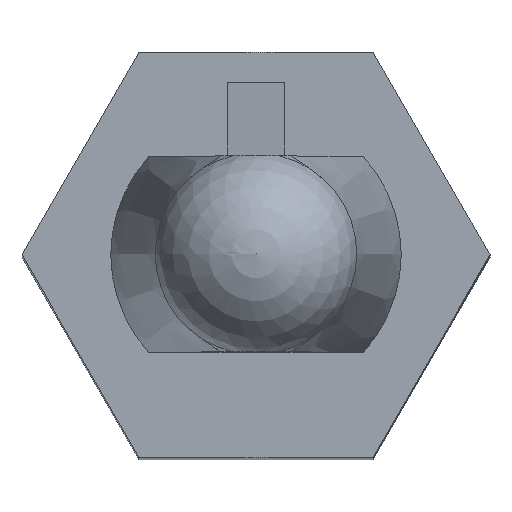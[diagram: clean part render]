
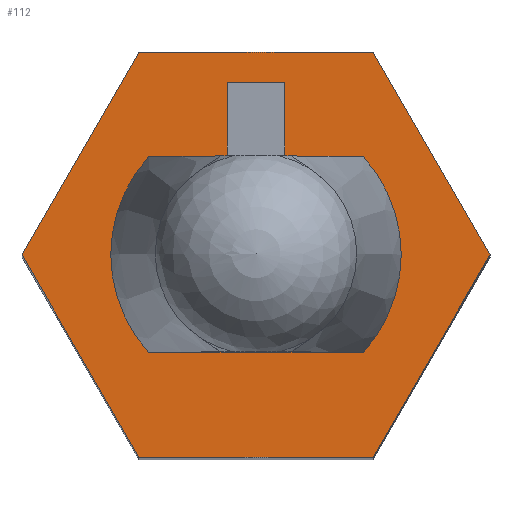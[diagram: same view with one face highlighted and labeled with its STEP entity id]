
A CAD part, top view. The second image highlights one B-rep face of the part: STEP entity #112.
In plain terms, the highlighted planar face has unit normal (0, 0, 1).
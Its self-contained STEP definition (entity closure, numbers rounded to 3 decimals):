
#112 = ADVANCED_FACE( '', ( #238, #239, #240 ), #241, .F. );
#238 = FACE_BOUND( '', #374, .T. );
#239 = FACE_BOUND( '', #375, .T. );
#240 = FACE_OUTER_BOUND( '', #376, .T. );
#241 = PLANE( '', #377 );
#374 = EDGE_LOOP( '', ( #638, #639, #640, #641 ) );
#375 = EDGE_LOOP( '', ( #642, #643, #644, #645 ) );
#376 = EDGE_LOOP( '', ( #646, #647, #648, #649, #650, #651 ) );
#377 = AXIS2_PLACEMENT_3D( '', #652, #653, #654 );
#638 = ORIENTED_EDGE( '', *, *, #846, .T. );
#639 = ORIENTED_EDGE( '', *, *, #883, .T. );
#640 = ORIENTED_EDGE( '', *, *, #869, .T. );
#641 = ORIENTED_EDGE( '', *, *, #877, .T. );
#642 = ORIENTED_EDGE( '', *, *, #889, .T. );
#643 = ORIENTED_EDGE( '', *, *, #864, .T. );
#644 = ORIENTED_EDGE( '', *, *, #857, .F. );
#645 = ORIENTED_EDGE( '', *, *, #839, .T. );
#646 = ORIENTED_EDGE( '', *, *, #890, .F. );
#647 = ORIENTED_EDGE( '', *, *, #815, .F. );
#648 = ORIENTED_EDGE( '', *, *, #891, .F. );
#649 = ORIENTED_EDGE( '', *, *, #820, .F. );
#650 = ORIENTED_EDGE( '', *, *, #794, .F. );
#651 = ORIENTED_EDGE( '', *, *, #892, .F. );
#652 = CARTESIAN_POINT( '', ( 0., 0., 20. ) );
#653 = DIRECTION( '', ( 0., 0., -1. ) );
#654 = DIRECTION( '', ( -1., 0., 0. ) );
#794 = EDGE_CURVE( '', #942, #944, #945, .T. );
#815 = EDGE_CURVE( '', #978, #980, #981, .T. );
#820 = EDGE_CURVE( '', #944, #987, #988, .T. );
#839 = EDGE_CURVE( '', #1020, #1021, #1022, .T. );
#846 = EDGE_CURVE( '', #1032, #1030, #1033, .T. );
#857 = EDGE_CURVE( '', #1020, #1044, #1046, .T. );
#864 = EDGE_CURVE( '', #1055, #1044, #1056, .T. );
#869 = EDGE_CURVE( '', #1064, #1062, #1065, .T. );
#877 = EDGE_CURVE( '', #1062, #1032, #1075, .T. );
#883 = EDGE_CURVE( '', #1030, #1064, #1082, .T. );
#889 = EDGE_CURVE( '', #1021, #1055, #1088, .T. );
#890 = EDGE_CURVE( '', #980, #1089, #1090, .T. );
#891 = EDGE_CURVE( '', #987, #978, #1091, .T. );
#892 = EDGE_CURVE( '', #1089, #942, #1092, .T. );
#942 = VERTEX_POINT( '', #1148 );
#944 = VERTEX_POINT( '', #1151 );
#945 = LINE( '', #1152, #1153 );
#978 = VERTEX_POINT( '', #1196 );
#980 = VERTEX_POINT( '', #1199 );
#981 = LINE( '', #1200, #1201 );
#987 = VERTEX_POINT( '', #1210 );
#988 = LINE( '', #1211, #1212 );
#1020 = VERTEX_POINT( '', #1273 );
#1021 = VERTEX_POINT( '', #1274 );
#1022 = LINE( '', #1275, #1276 );
#1030 = VERTEX_POINT( '', #1289 );
#1032 = VERTEX_POINT( '', #1292 );
#1033 = LINE( '', #1293, #1294 );
#1044 = VERTEX_POINT( '', #1323 );
#1046 = LINE( '', #1326, #1327 );
#1055 = VERTEX_POINT( '', #1338 );
#1056 = LINE( '', #1339, #1340 );
#1062 = VERTEX_POINT( '', #1360 );
#1064 = VERTEX_POINT( '', #1365 );
#1065 = LINE( '', #1366, #1367 );
#1075 = CIRCLE( '', #1382, 2. );
#1082 = LINE( '', #1389, #1390 );
#1088 = CIRCLE( '', #1399, 2. );
#1089 = VERTEX_POINT( '', #1400 );
#1090 = LINE( '', #1401, #1402 );
#1091 = LINE( '', #1403, #1404 );
#1092 = LINE( '', #1405, #1406 );
#1148 = CARTESIAN_POINT( '', ( -1.732, -3., 20. ) );
#1151 = CARTESIAN_POINT( '', ( -3.464, 0., 20. ) );
#1152 = CARTESIAN_POINT( '', ( -3.464, 0., 20. ) );
#1153 = VECTOR( '', #1454, 1000. );
#1196 = CARTESIAN_POINT( '', ( 1.732, 3., 20. ) );
#1199 = CARTESIAN_POINT( '', ( 3.464, 0., 20. ) );
#1200 = CARTESIAN_POINT( '', ( 1.732, 3., 20. ) );
#1201 = VECTOR( '', #1478, 1000. );
#1210 = CARTESIAN_POINT( '', ( -1.732, 3., 20. ) );
#1211 = CARTESIAN_POINT( '', ( -1.732, 3., 20. ) );
#1212 = VECTOR( '', #1482, 1000. );
#1273 = CARTESIAN_POINT( '', ( -1., -1.45, 20. ) );
#1274 = CARTESIAN_POINT( '', ( -1.377, -1.45, 20. ) );
#1275 = CARTESIAN_POINT( '', ( 2.15, -1.45, 20. ) );
#1276 = VECTOR( '', #1505, 1000. );
#1289 = CARTESIAN_POINT( '', ( 1., -1.45, 20. ) );
#1292 = CARTESIAN_POINT( '', ( 1.377, -1.45, 20. ) );
#1293 = CARTESIAN_POINT( '', ( 2.15, -1.45, 20. ) );
#1294 = VECTOR( '', #1512, 1000. );
#1323 = CARTESIAN_POINT( '', ( -1., 1.45, 20. ) );
#1326 = CARTESIAN_POINT( '', ( -1., -1.45, 20. ) );
#1327 = VECTOR( '', #1518, 1000. );
#1338 = CARTESIAN_POINT( '', ( -1.377, 1.45, 20. ) );
#1339 = CARTESIAN_POINT( '', ( -2.15, 1.45, 20. ) );
#1340 = VECTOR( '', #1524, 1000. );
#1360 = CARTESIAN_POINT( '', ( 1.377, 1.45, 20. ) );
#1365 = CARTESIAN_POINT( '', ( 1., 1.45, 20. ) );
#1366 = CARTESIAN_POINT( '', ( -2.15, 1.45, 20. ) );
#1367 = VECTOR( '', #1528, 1000. );
#1382 = AXIS2_PLACEMENT_3D( '', #1534, #1535, #1536 );
#1389 = CARTESIAN_POINT( '', ( 1., -1.45, 20. ) );
#1390 = VECTOR( '', #1546, 1000. );
#1399 = AXIS2_PLACEMENT_3D( '', #1550, #1551, #1552 );
#1400 = CARTESIAN_POINT( '', ( 1.732, -3., 20. ) );
#1401 = CARTESIAN_POINT( '', ( 3.464, 0., 20. ) );
#1402 = VECTOR( '', #1553, 1000. );
#1403 = CARTESIAN_POINT( '', ( -1.732, 3., 20. ) );
#1404 = VECTOR( '', #1554, 1000. );
#1405 = CARTESIAN_POINT( '', ( 1.732, -3., 20. ) );
#1406 = VECTOR( '', #1555, 1000. );
#1454 = DIRECTION( '', ( -0.5, 0.866, 0. ) );
#1478 = DIRECTION( '', ( 0.5, -0.866, 0. ) );
#1482 = DIRECTION( '', ( 0.5, 0.866, 0. ) );
#1505 = DIRECTION( '', ( -1., 0., 0. ) );
#1512 = DIRECTION( '', ( -1., 0., 0. ) );
#1518 = DIRECTION( '', ( 0., 1., 0. ) );
#1524 = DIRECTION( '', ( 1., 0., 0. ) );
#1528 = DIRECTION( '', ( 1., 0., 0. ) );
#1534 = CARTESIAN_POINT( '', ( 0., 0., 20. ) );
#1535 = DIRECTION( '', ( 0., 0., -1. ) );
#1536 = DIRECTION( '', ( -1., 0., 0. ) );
#1546 = DIRECTION( '', ( 0., 1., 0. ) );
#1550 = CARTESIAN_POINT( '', ( 0., 0., 20. ) );
#1551 = DIRECTION( '', ( 0., 0., -1. ) );
#1552 = DIRECTION( '', ( -1., 0., 0. ) );
#1553 = DIRECTION( '', ( -0.5, -0.866, 0. ) );
#1554 = DIRECTION( '', ( 1., 0., 0. ) );
#1555 = DIRECTION( '', ( -1., 0., 0. ) );
